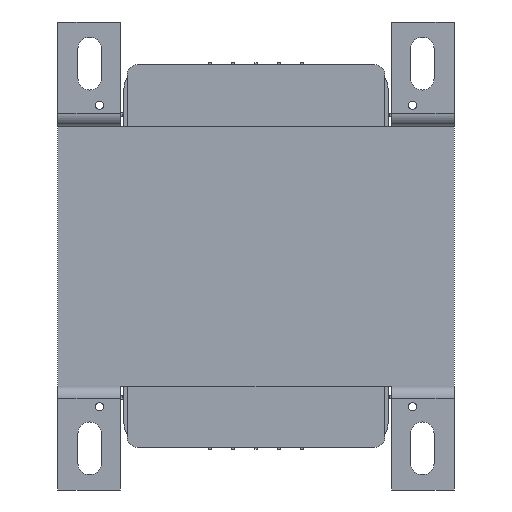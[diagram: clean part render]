
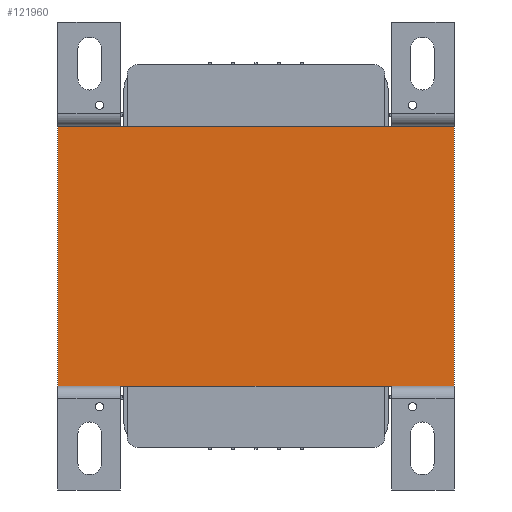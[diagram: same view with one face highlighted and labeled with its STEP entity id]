
A CAD part, front view. The second image highlights one B-rep face of the part: STEP entity #121960.
In plain terms, the highlighted planar face has unit normal (0, -1, 0).
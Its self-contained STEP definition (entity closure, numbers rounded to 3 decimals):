
#3238 = VECTOR ( 'NONE', #117744, 1000. ) ;
#5419 = LINE ( 'NONE', #68759, #85798 ) ;
#6826 = DIRECTION ( 'NONE',  ( 0., 0., 1. ) ) ;
#11212 = EDGE_CURVE ( 'NONE', #56819, #122442, #82546, .T. ) ;
#13904 = EDGE_CURVE ( 'NONE', #90759, #105980, #5419, .T. ) ;
#13932 = DIRECTION ( 'NONE',  ( -1., 0., 0. ) ) ;
#15708 = DIRECTION ( 'NONE',  ( 0., 1., 0. ) ) ;
#16919 = DIRECTION ( 'NONE',  ( 0., 0., 1. ) ) ;
#17926 = LINE ( 'NONE', #89724, #23935 ) ;
#23935 = VECTOR ( 'NONE', #13932, 1000. ) ;
#28499 = LINE ( 'NONE', #60403, #3238 ) ;
#36073 = ORIENTED_EDGE ( 'NONE', *, *, #11212, .F. ) ;
#42483 = ORIENTED_EDGE ( 'NONE', *, *, #105282, .T. ) ;
#49175 = DIRECTION ( 'NONE',  ( 0., 0., 1. ) ) ;
#56819 = VERTEX_POINT ( 'NONE', #96107 ) ;
#60403 = CARTESIAN_POINT ( 'NONE',  ( 95.25, -79.4, 62.5 ) ) ;
#63874 = CARTESIAN_POINT ( 'NONE',  ( -95.25, -79.4, -62.5 ) ) ;
#64075 = PLANE ( 'NONE',  #87634 ) ;
#64617 = EDGE_CURVE ( 'NONE', #90759, #56819, #17926, .T. ) ;
#67896 = ORIENTED_EDGE ( 'NONE', *, *, #13904, .T. ) ;
#68759 = CARTESIAN_POINT ( 'NONE',  ( 95.25, -79.4, -62.5 ) ) ;
#72683 = CARTESIAN_POINT ( 'NONE',  ( -95.25, -79.4, 62.5 ) ) ;
#73059 = CARTESIAN_POINT ( 'NONE',  ( 95.25, -79.4, 62.5 ) ) ;
#77791 = FACE_OUTER_BOUND ( 'NONE', #100041, .T. ) ;
#82546 = LINE ( 'NONE', #63874, #88472 ) ;
#85798 = VECTOR ( 'NONE', #49175, 1000. ) ;
#87634 = AXIS2_PLACEMENT_3D ( 'NONE', #112276, #15708, #16919 ) ;
#88472 = VECTOR ( 'NONE', #6826, 1000. ) ;
#89724 = CARTESIAN_POINT ( 'NONE',  ( 95.25, -79.4, -62.5 ) ) ;
#90759 = VERTEX_POINT ( 'NONE', #98960 ) ;
#96107 = CARTESIAN_POINT ( 'NONE',  ( -95.25, -79.4, -62.5 ) ) ;
#98960 = CARTESIAN_POINT ( 'NONE',  ( 95.25, -79.4, -62.5 ) ) ;
#100041 = EDGE_LOOP ( 'NONE', ( #42483, #36073, #110572, #67896 ) ) ;
#105282 = EDGE_CURVE ( 'NONE', #105980, #122442, #28499, .T. ) ;
#105980 = VERTEX_POINT ( 'NONE', #73059 ) ;
#110572 = ORIENTED_EDGE ( 'NONE', *, *, #64617, .F. ) ;
#112276 = CARTESIAN_POINT ( 'NONE',  ( 95.25, -79.4, -62.5 ) ) ;
#117744 = DIRECTION ( 'NONE',  ( -1., 0., 0. ) ) ;
#121960 = ADVANCED_FACE ( 'NONE', ( #77791 ), #64075, .F. ) ;
#122442 = VERTEX_POINT ( 'NONE', #72683 ) ;
